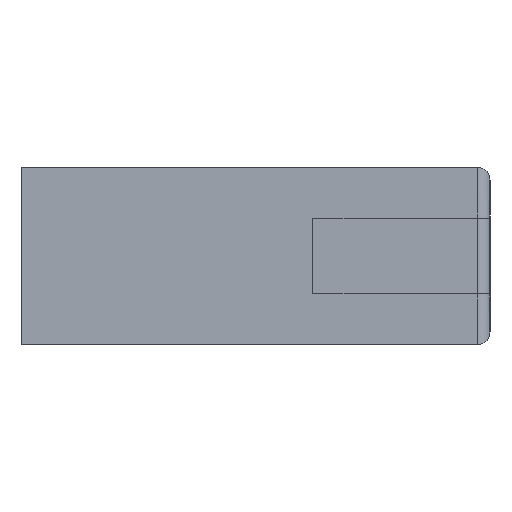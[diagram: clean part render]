
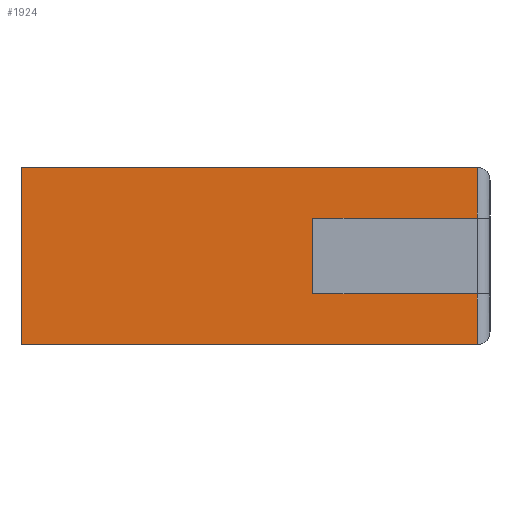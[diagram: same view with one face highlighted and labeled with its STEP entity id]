
A CAD part, left-side view. The second image highlights one B-rep face of the part: STEP entity #1924.
In plain terms, the highlighted planar face has unit normal (-1, 0, 0).
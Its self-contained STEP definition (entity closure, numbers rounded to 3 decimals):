
#184=FACE_OUTER_BOUND('',#305,.T.);
#305=EDGE_LOOP('',(#1643,#1644,#1645,#1646,#1647,#1648,#1649,#1650));
#542=LINE('',#3203,#739);
#548=LINE('',#3221,#745);
#551=LINE('',#3227,#748);
#552=LINE('',#3229,#749);
#553=LINE('',#3231,#750);
#554=LINE('',#3233,#751);
#555=LINE('',#3235,#752);
#556=LINE('',#3236,#753);
#739=VECTOR('',#2659,10.);
#745=VECTOR('',#2677,10.);
#748=VECTOR('',#2682,10.);
#749=VECTOR('',#2683,10.);
#750=VECTOR('',#2684,10.);
#751=VECTOR('',#2685,10.);
#752=VECTOR('',#2686,10.);
#753=VECTOR('',#2687,10.);
#911=VERTEX_POINT('',#3201);
#912=VERTEX_POINT('',#3202);
#918=VERTEX_POINT('',#3220);
#920=VERTEX_POINT('',#3226);
#921=VERTEX_POINT('',#3228);
#922=VERTEX_POINT('',#3230);
#923=VERTEX_POINT('',#3232);
#924=VERTEX_POINT('',#3234);
#1153=EDGE_CURVE('',#911,#912,#542,.T.);
#1162=EDGE_CURVE('',#918,#912,#548,.T.);
#1165=EDGE_CURVE('',#920,#911,#551,.T.);
#1166=EDGE_CURVE('',#920,#921,#552,.T.);
#1167=EDGE_CURVE('',#921,#922,#553,.T.);
#1168=EDGE_CURVE('',#923,#922,#554,.T.);
#1169=EDGE_CURVE('',#923,#924,#555,.T.);
#1170=EDGE_CURVE('',#924,#918,#556,.T.);
#1643=ORIENTED_EDGE('',*,*,#1153,.F.);
#1644=ORIENTED_EDGE('',*,*,#1165,.F.);
#1645=ORIENTED_EDGE('',*,*,#1166,.T.);
#1646=ORIENTED_EDGE('',*,*,#1167,.T.);
#1647=ORIENTED_EDGE('',*,*,#1168,.F.);
#1648=ORIENTED_EDGE('',*,*,#1169,.T.);
#1649=ORIENTED_EDGE('',*,*,#1170,.T.);
#1650=ORIENTED_EDGE('',*,*,#1162,.T.);
#1766=PLANE('',#2177);
#1924=ADVANCED_FACE('',(#184),#1766,.T.);
#2177=AXIS2_PLACEMENT_3D('',#3225,#2680,#2681);
#2659=DIRECTION('',(0.,0.,1.));
#2677=DIRECTION('',(0.,1.,0.));
#2680=DIRECTION('center_axis',(-1.,0.,0.));
#2681=DIRECTION('ref_axis',(0.,0.,1.));
#2682=DIRECTION('',(0.,1.,0.));
#2683=DIRECTION('',(0.,0.,1.));
#2684=DIRECTION('',(0.,1.,0.));
#2685=DIRECTION('',(0.,0.,1.));
#2686=DIRECTION('',(0.,-1.,0.));
#2687=DIRECTION('',(0.,0.,-1.));
#3201=CARTESIAN_POINT('',(-14.,36.,-7.));
#3202=CARTESIAN_POINT('',(-14.,36.,-3.));
#3203=CARTESIAN_POINT('',(-14.,36.,-3.5));
#3220=CARTESIAN_POINT('',(-14.,23.,-3.));
#3221=CARTESIAN_POINT('',(-14.,18.5,-3.));
#3225=CARTESIAN_POINT('Origin',(-14.,0.,-7.));
#3226=CARTESIAN_POINT('',(-14.,0.,-7.));
#3227=CARTESIAN_POINT('',(-14.,0.,-7.));
#3228=CARTESIAN_POINT('',(-14.,0.,7.));
#3229=CARTESIAN_POINT('',(-14.,0.,-7.));
#3230=CARTESIAN_POINT('',(-14.,36.,7.));
#3231=CARTESIAN_POINT('',(-14.,0.,7.));
#3232=CARTESIAN_POINT('',(-14.,36.,3.));
#3233=CARTESIAN_POINT('',(-14.,36.,-3.5));
#3234=CARTESIAN_POINT('',(-14.,23.,3.));
#3235=CARTESIAN_POINT('',(-14.,11.5,3.));
#3236=CARTESIAN_POINT('',(-14.,23.,-5.));
